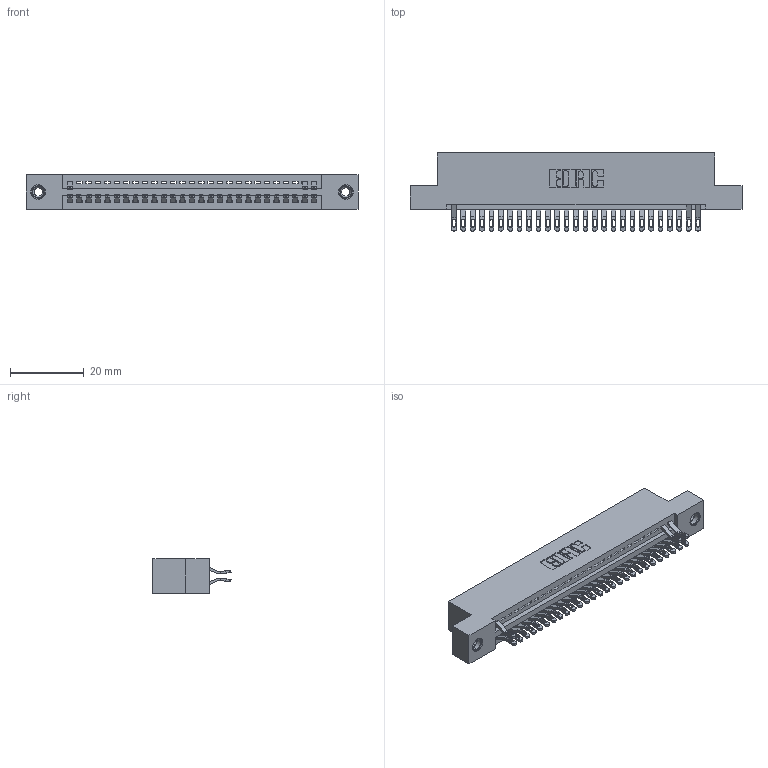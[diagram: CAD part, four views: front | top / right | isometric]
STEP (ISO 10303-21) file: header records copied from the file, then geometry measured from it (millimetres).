
FILE_DESCRIPTION (( 'STEP AP203' ), '1' );
FILE_NAME ('345-054-555-208.STEP', '2018-09-24T00:30:15', ( '' ), ( '' ), 'SwSTEP 2.0', 'SolidWorks 2016', '' );
FILE_SCHEMA (( 'CONFIG_CONTROL_DESIGN' ));
Length unit declared in the file: inch
Products named in the file (4): 345 Part_Flush Mounting Lugs - 0.156 Dia-TI; 345-292-001_555 Tail; 345-250-001_345-250-003-102; 345-054-555-208
Assembly tree (33 placements, depth 2):
  345-054-555-208
    345 Part_Flush Mounting Lugs - 0.156 Dia-TI
    345-292-001_555 Tail  x30
    345-250-001_345-250-003-102  x2
Bounding box: 89.79 x 21.13 x 9.4 mm (x, y, z)
Volume: 8447.1 mm3; surface area: 11286.5 mm2
Topology: 33 solids, 33 shells, 2058 faces, 6435 edges, 4282 vertices
Faces by surface type: plane 1210, cylinder 832, cone 12, torus 4
Entity records: 23948 total; most frequent: CARTESIAN_POINT 4149, ORIENTED_EDGE 4070, DIRECTION 3645, EDGE_CURVE 2035, LINE 1755, VECTOR 1755, VERTEX_POINT 1352, AXIS2_PLACEMENT_3D 945
